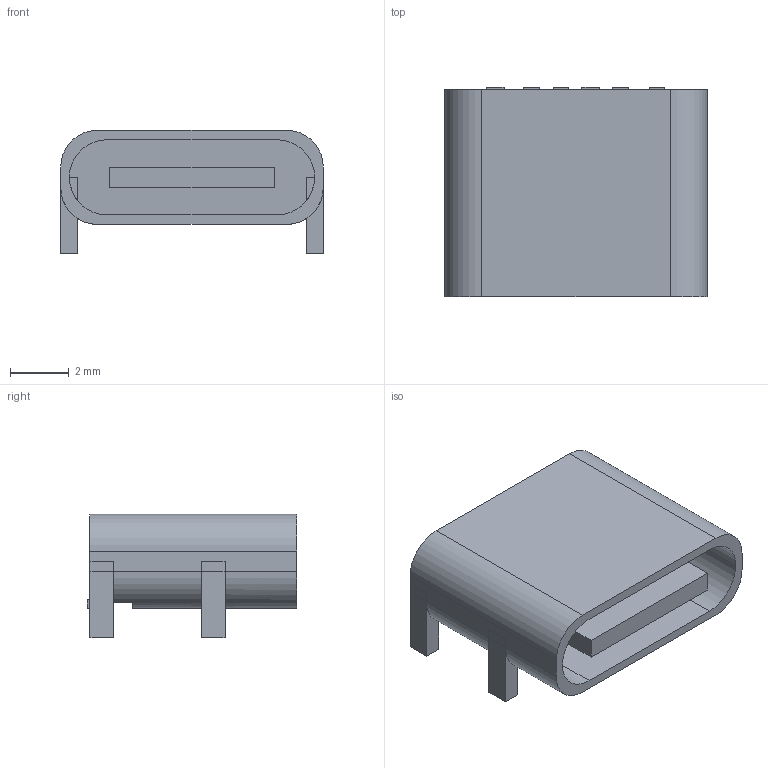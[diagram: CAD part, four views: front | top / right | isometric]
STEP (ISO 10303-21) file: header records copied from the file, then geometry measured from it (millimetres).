
FILE_DESCRIPTION(('FreeCAD Model'),'2;1');
FILE_NAME('Open CASCADE Shape Model','2021-05-02T17:33:18',('Author'),( ''),'Open CASCADE STEP processor 7.5','FreeCAD','Unknown');
FILE_SCHEMA(('AUTOMOTIVE_DESIGN { 1 0 10303 214 1 1 1 1 }'));
Length unit declared in the file: millimetre
Products named in the file (1): Body
Bounding box: 8.94 x 7.15 x 4.21 mm (x, y, z)
Volume: 113.9 mm3; surface area: 392.2 mm2
Topology: 1 solids, 1 shells, 92 faces, 248 edges, 162 vertices
Faces by surface type: plane 86, cylinder 6
Entity records: 6092 total; most frequent: CARTESIAN_POINT 1151, DIRECTION 892, LINE 650, VECTOR 650, ORIENTED_EDGE 496, PCURVE 496, DEFINITIONAL_REPRESENTATION 496, EDGE_CURVE 248
